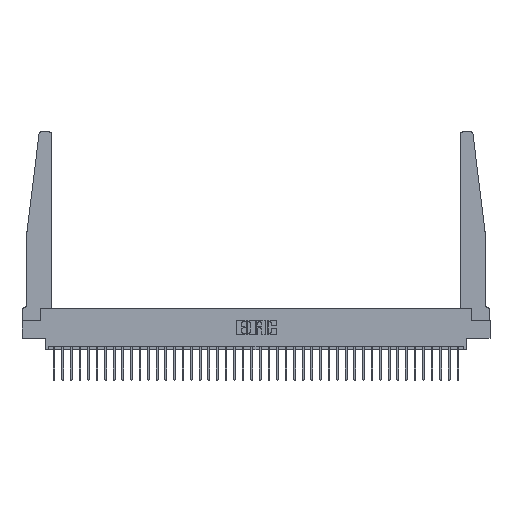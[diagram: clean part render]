
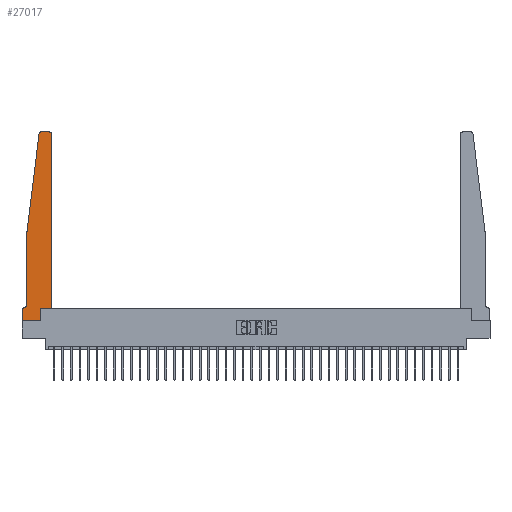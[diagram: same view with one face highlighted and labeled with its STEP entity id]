
A CAD part, top view. The second image highlights one B-rep face of the part: STEP entity #27017.
In plain terms, the highlighted planar face has unit normal (0, 0, 1).
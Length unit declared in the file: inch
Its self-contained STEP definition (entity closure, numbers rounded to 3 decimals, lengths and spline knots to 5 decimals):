
#1229 = AXIS2_PLACEMENT_3D ( 'NONE', #26839, #7720, #15563 ) ;
#1703 = VERTEX_POINT ( 'NONE', #22576 ) ;
#2077 = LINE ( 'NONE', #21921, #15192 ) ;
#2134 = DIRECTION ( 'NONE',  ( 0., 0., 1. ) ) ;
#2748 = VECTOR ( 'NONE', #27157, 39.37008 ) ;
#2807 = CARTESIAN_POINT ( 'NONE',  ( 0., 0.1875, 0.37 ) ) ;
#2811 = CARTESIAN_POINT ( 'NONE',  ( 0.2605, 0.18, 0.37 ) ) ;
#2933 = CARTESIAN_POINT ( 'NONE',  ( 0.065, 0.1875, 0.37 ) ) ;
#4391 = LINE ( 'NONE', #24239, #4664 ) ;
#4587 = VECTOR ( 'NONE', #16508, 39.37008 ) ;
#4664 = VECTOR ( 'NONE', #23682, 39.37008 ) ;
#5640 = EDGE_CURVE ( 'NONE', #9318, #21772, #11799, .T. ) ;
#6239 = EDGE_CURVE ( 'NONE', #21772, #28215, #2077, .T. ) ;
#6469 = VERTEX_POINT ( 'NONE', #31841 ) ;
#6662 = AXIS2_PLACEMENT_3D ( 'NONE', #21624, #2134, #24510 ) ;
#7379 = CARTESIAN_POINT ( 'NONE',  ( 0.015, 0.2375, 0.37 ) ) ;
#7532 = EDGE_CURVE ( 'NONE', #15300, #27940, #12364, .T. ) ;
#7720 = DIRECTION ( 'NONE',  ( 0., 0., 1. ) ) ;
#7965 = AXIS2_PLACEMENT_3D ( 'NONE', #2807, #33350, #8436 ) ;
#8124 = LINE ( 'NONE', #30847, #4587 ) ;
#8198 = CARTESIAN_POINT ( 'NONE',  ( 0.065, 1.25, 0.37 ) ) ;
#8436 = DIRECTION ( 'NONE',  ( 1., 0., 0. ) ) ;
#9318 = VERTEX_POINT ( 'NONE', #22484 ) ;
#9421 = CARTESIAN_POINT ( 'NONE',  ( 0.065, 0.2375, 0.37 ) ) ;
#9521 = ORIENTED_EDGE ( 'NONE', *, *, #16093, .T. ) ;
#9594 = VECTOR ( 'NONE', #19682, 39.37008 ) ;
#9716 = CARTESIAN_POINT ( 'NONE',  ( 0.2605, 0., 0.37 ) ) ;
#9934 = ORIENTED_EDGE ( 'NONE', *, *, #16635, .T. ) ;
#11320 = ORIENTED_EDGE ( 'NONE', *, *, #19950, .T. ) ;
#11799 = LINE ( 'NONE', #17447, #31992 ) ;
#12116 = LINE ( 'NONE', #21570, #13947 ) ;
#12151 = DIRECTION ( 'NONE',  ( 1., 0., 0. ) ) ;
#12364 = CIRCLE ( 'NONE', #25164, 0.05 ) ;
#12424 = ORIENTED_EDGE ( 'NONE', *, *, #25144, .T. ) ;
#12814 = VERTEX_POINT ( 'NONE', #33439 ) ;
#13412 = ORIENTED_EDGE ( 'NONE', *, *, #5640, .T. ) ;
#13947 = VECTOR ( 'NONE', #28687, 39.37008 ) ;
#14633 = ORIENTED_EDGE ( 'NONE', *, *, #27104, .T. ) ;
#15111 = CARTESIAN_POINT ( 'NONE',  ( 0., 0.1875, 0.37 ) ) ;
#15192 = VECTOR ( 'NONE', #32427, 39.37008 ) ;
#15300 = VERTEX_POINT ( 'NONE', #9421 ) ;
#15563 = DIRECTION ( 'NONE',  ( 1., 0., 0. ) ) ;
#16093 = EDGE_CURVE ( 'NONE', #1703, #12814, #33937, .T. ) ;
#16436 = ORIENTED_EDGE ( 'NONE', *, *, #30463, .T. ) ;
#16508 = DIRECTION ( 'NONE',  ( 1., 0., 0. ) ) ;
#16635 = EDGE_CURVE ( 'NONE', #20583, #27501, #30035, .T. ) ;
#16645 = FACE_OUTER_BOUND ( 'NONE', #25195, .T. ) ;
#17447 = CARTESIAN_POINT ( 'NONE',  ( 0., 0., 0.37 ) ) ;
#18085 = ORIENTED_EDGE ( 'NONE', *, *, #33841, .T. ) ;
#18400 = VECTOR ( 'NONE', #19768, 39.37008 ) ;
#18505 = DIRECTION ( 'NONE',  ( -1., 0., 0. ) ) ;
#18995 = CARTESIAN_POINT ( 'NONE',  ( 0.425, 0.18, 0.37 ) ) ;
#19682 = DIRECTION ( 'NONE',  ( -0.122, -0.992, 0. ) ) ;
#19768 = DIRECTION ( 'NONE',  ( -1., 0., 0. ) ) ;
#19950 = EDGE_CURVE ( 'NONE', #12814, #6469, #27584, .T. ) ;
#20583 = VERTEX_POINT ( 'NONE', #22983 ) ;
#20740 = VERTEX_POINT ( 'NONE', #35109 ) ;
#21570 = CARTESIAN_POINT ( 'NONE',  ( 0.065, 1.25, 0.37 ) ) ;
#21624 = CARTESIAN_POINT ( 'NONE',  ( 0.395, 2.72, 0.37 ) ) ;
#21772 = VERTEX_POINT ( 'NONE', #9716 ) ;
#21921 = CARTESIAN_POINT ( 'NONE',  ( 0.2605, 0.18, 0.37 ) ) ;
#22174 = CIRCLE ( 'NONE', #1229, 0.03 ) ;
#22484 = CARTESIAN_POINT ( 'NONE',  ( 0., 0., 0.37 ) ) ;
#22576 = CARTESIAN_POINT ( 'NONE',  ( 0.425, 2.72, 0.37 ) ) ;
#22913 = CARTESIAN_POINT ( 'NONE',  ( 0.015, 0.1875, 0.37 ) ) ;
#22983 = CARTESIAN_POINT ( 'NONE',  ( 0.24675, 2.72367, 0.37 ) ) ;
#23682 = DIRECTION ( 'NONE',  ( 0., -1., 0. ) ) ;
#23713 = LINE ( 'NONE', #18995, #2748 ) ;
#23733 = EDGE_CURVE ( 'NONE', #27940, #23950, #27855, .T. ) ;
#23950 = VERTEX_POINT ( 'NONE', #15111 ) ;
#24239 = CARTESIAN_POINT ( 'NONE',  ( 0., 0., 0.37 ) ) ;
#24330 = ORIENTED_EDGE ( 'NONE', *, *, #30784, .T. ) ;
#24510 = DIRECTION ( 'NONE',  ( 1., 0., 0. ) ) ;
#25136 = DIRECTION ( 'NONE',  ( -1., 0., 0. ) ) ;
#25144 = EDGE_CURVE ( 'NONE', #28215, #20740, #8124, .T. ) ;
#25164 = AXIS2_PLACEMENT_3D ( 'NONE', #7379, #27049, #18505 ) ;
#25195 = EDGE_LOOP ( 'NONE', ( #11320, #18085, #9934, #16436, #26745, #32118, #24330, #13412, #29528, #12424, #14633, #9521 ) ) ;
#26215 = CARTESIAN_POINT ( 'NONE',  ( 0.065, 1.25, 0.37 ) ) ;
#26745 = ORIENTED_EDGE ( 'NONE', *, *, #7532, .T. ) ;
#26839 = CARTESIAN_POINT ( 'NONE',  ( 0.27653, 2.72, 0.37 ) ) ;
#27017 = ADVANCED_FACE ( 'NONE', ( #16645 ), #30635, .T. ) ;
#27049 = DIRECTION ( 'NONE',  ( 0., 0., -1. ) ) ;
#27104 = EDGE_CURVE ( 'NONE', #20740, #1703, #23713, .T. ) ;
#27157 = DIRECTION ( 'NONE',  ( 0., 1., 0. ) ) ;
#27501 = VERTEX_POINT ( 'NONE', #26215 ) ;
#27584 = LINE ( 'NONE', #33029, #18400 ) ;
#27855 = LINE ( 'NONE', #2933, #33641 ) ;
#27940 = VERTEX_POINT ( 'NONE', #22913 ) ;
#28215 = VERTEX_POINT ( 'NONE', #2811 ) ;
#28687 = DIRECTION ( 'NONE',  ( 0., -1., 0. ) ) ;
#29528 = ORIENTED_EDGE ( 'NONE', *, *, #6239, .T. ) ;
#30035 = LINE ( 'NONE', #8198, #9594 ) ;
#30463 = EDGE_CURVE ( 'NONE', #27501, #15300, #12116, .T. ) ;
#30635 = PLANE ( 'NONE',  #7965 ) ;
#30784 = EDGE_CURVE ( 'NONE', #23950, #9318, #4391, .T. ) ;
#30847 = CARTESIAN_POINT ( 'NONE',  ( 0.425, 0.18, 0.37 ) ) ;
#31841 = CARTESIAN_POINT ( 'NONE',  ( 0.27653, 2.75, 0.37 ) ) ;
#31992 = VECTOR ( 'NONE', #12151, 39.37008 ) ;
#32118 = ORIENTED_EDGE ( 'NONE', *, *, #23733, .T. ) ;
#32427 = DIRECTION ( 'NONE',  ( 0., 1., 0. ) ) ;
#33029 = CARTESIAN_POINT ( 'NONE',  ( 0.25, 2.75, 0.37 ) ) ;
#33350 = DIRECTION ( 'NONE',  ( 0., 0., 1. ) ) ;
#33439 = CARTESIAN_POINT ( 'NONE',  ( 0.395, 2.75, 0.37 ) ) ;
#33641 = VECTOR ( 'NONE', #25136, 39.37008 ) ;
#33841 = EDGE_CURVE ( 'NONE', #6469, #20583, #22174, .T. ) ;
#33937 = CIRCLE ( 'NONE', #6662, 0.03 ) ;
#35109 = CARTESIAN_POINT ( 'NONE',  ( 0.425, 0.18, 0.37 ) ) ;
